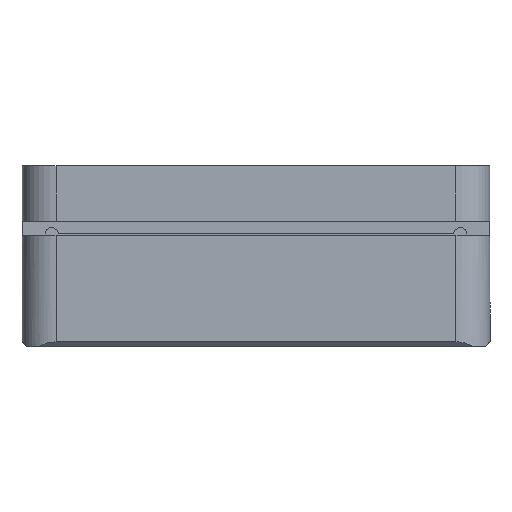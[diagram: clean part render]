
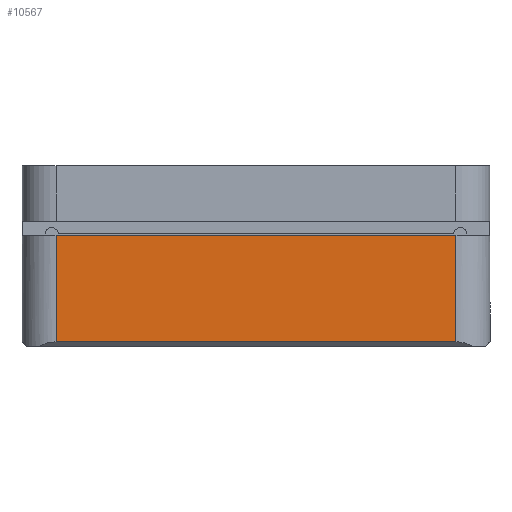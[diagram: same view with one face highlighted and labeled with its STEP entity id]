
A CAD part, left-side view. The second image highlights one B-rep face of the part: STEP entity #10567.
In plain terms, the highlighted face is planar.
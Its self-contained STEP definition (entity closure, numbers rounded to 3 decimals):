
#37 = DIRECTION ( 'NONE',  ( 1., 0., 0. ) ) ;
#618 = CARTESIAN_POINT ( 'NONE',  ( -23.5, 0.5, 27.5 ) ) ;
#1785 = DIRECTION ( 'NONE',  ( 1., 0., 0. ) ) ;
#2118 = VERTEX_POINT ( 'NONE', #618 ) ;
#2256 = LINE ( 'NONE', #6437, #13827 ) ;
#2656 = DIRECTION ( 'NONE',  ( 0., 1., 0. ) ) ;
#2833 = VECTOR ( 'NONE', #1785, 1000. ) ;
#3020 = DIRECTION ( 'NONE',  ( -1., 0., 0. ) ) ;
#3230 = CARTESIAN_POINT ( 'NONE',  ( 27.5, 0.5, 27.5 ) ) ;
#4283 = DIRECTION ( 'NONE',  ( 0., 0., -1. ) ) ;
#4444 = FACE_OUTER_BOUND ( 'NONE', #10962, .T. ) ;
#4846 = CARTESIAN_POINT ( 'NONE',  ( 0., 13., 27.5 ) ) ;
#5613 = CARTESIAN_POINT ( 'NONE',  ( -23.5, 2., 27.5 ) ) ;
#6059 = ORIENTED_EDGE ( 'NONE', *, *, #10917, .T. ) ;
#6315 = CARTESIAN_POINT ( 'NONE',  ( 23.5, 0.5, 27.5 ) ) ;
#6437 = CARTESIAN_POINT ( 'NONE',  ( 23.5, 2., 27.5 ) ) ;
#6638 = LINE ( 'NONE', #5613, #14170 ) ;
#7567 = VERTEX_POINT ( 'NONE', #6315 ) ;
#7754 = DIRECTION ( 'NONE',  ( 0., -1., 0. ) ) ;
#7803 = LINE ( 'NONE', #3230, #2833 ) ;
#8019 = ORIENTED_EDGE ( 'NONE', *, *, #9070, .F. ) ;
#8554 = AXIS2_PLACEMENT_3D ( 'NONE', #9249, #4283, #3020 ) ;
#9070 = EDGE_CURVE ( 'NONE', #9675, #9230, #12081, .T. ) ;
#9230 = VERTEX_POINT ( 'NONE', #15264 ) ;
#9249 = CARTESIAN_POINT ( 'NONE',  ( -27.5, 2., 27.5 ) ) ;
#9675 = VERTEX_POINT ( 'NONE', #15411 ) ;
#10567 = ADVANCED_FACE ( 'NONE', ( #4444 ), #13814, .F. ) ;
#10917 = EDGE_CURVE ( 'NONE', #7567, #9230, #2256, .T. ) ;
#10962 = EDGE_LOOP ( 'NONE', ( #8019, #12647, #12232, #6059 ) ) ;
#12081 = LINE ( 'NONE', #4846, #12750 ) ;
#12232 = ORIENTED_EDGE ( 'NONE', *, *, #15357, .T. ) ;
#12647 = ORIENTED_EDGE ( 'NONE', *, *, #13688, .T. ) ;
#12750 = VECTOR ( 'NONE', #37, 1000. ) ;
#13688 = EDGE_CURVE ( 'NONE', #9675, #2118, #6638, .T. ) ;
#13814 = PLANE ( 'NONE',  #8554 ) ;
#13827 = VECTOR ( 'NONE', #2656, 1000. ) ;
#14170 = VECTOR ( 'NONE', #7754, 1000. ) ;
#15264 = CARTESIAN_POINT ( 'NONE',  ( 23.5, 13., 27.5 ) ) ;
#15357 = EDGE_CURVE ( 'NONE', #2118, #7567, #7803, .T. ) ;
#15411 = CARTESIAN_POINT ( 'NONE',  ( -23.5, 13., 27.5 ) ) ;
